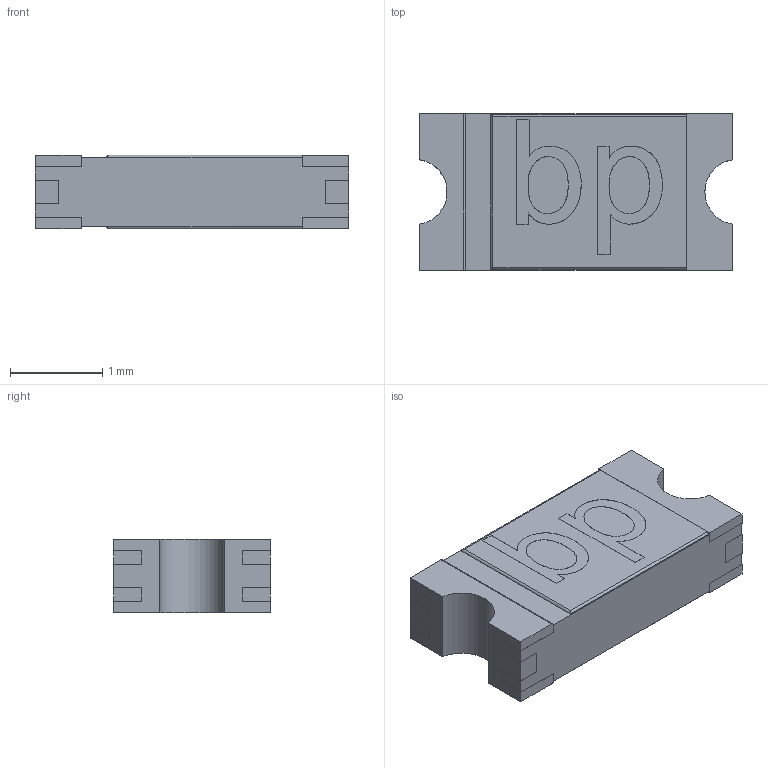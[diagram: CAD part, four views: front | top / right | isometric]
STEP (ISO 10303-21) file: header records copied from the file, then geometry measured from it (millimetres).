
FILE_DESCRIPTION(('FreeCAD Model'),'2;1');
FILE_NAME( 'User Library-0ZCJ0035FF2G.step', '2020-07-25T16:49:33',('kicad StepUp'),('ksu MCAD'), 'Open CASCADE STEP processor 7.4','FreeCAD','Unknown');
FILE_SCHEMA(('AUTOMOTIVE_DESIGN { 1 0 10303 214 1 1 1 1 }'));
Length unit declared in the file: millimetre
Products named in the file (1): User_Library-0ZCJ0035FF2G
Bounding box: 3.4 x 1.7 x 0.8 mm (x, y, z)
Volume: 4.3 mm3; surface area: 19.6 mm2
Topology: 1 solids, 1 shells, 179 faces, 501 edges, 332 vertices
Faces by surface type: plane 100, bspline 68, cylinder 11
Entity records: 6550 total; most frequent: CARTESIAN_POINT 1773, ORIENTED_EDGE 1002, DIRECTION 599, EDGE_CURVE 501, LINE 347, VECTOR 347, VERTEX_POINT 332, FACE_BOUND 187
